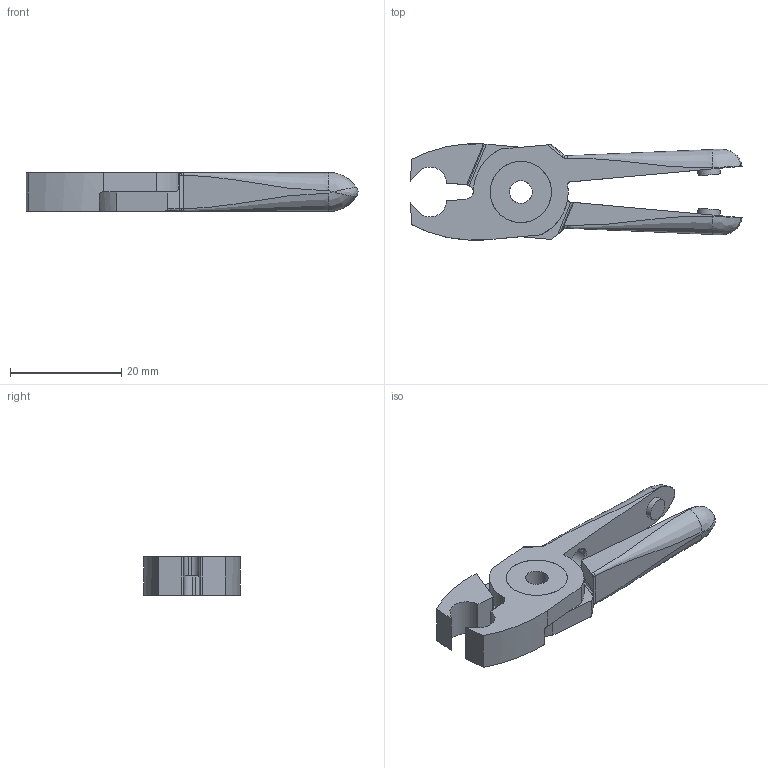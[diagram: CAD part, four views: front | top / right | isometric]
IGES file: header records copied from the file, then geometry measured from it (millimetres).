
Start section: SolidWorks IGES file using NURBS representation for surfaces
Global section: file name: N3AE.IGS; native system: SolidWorks 2018; preprocessor: SolidWorks 2018; author: k_ino; date: 190108.174337; units: millimetre
Bounding box: 59.66 x 17.28 x 7 mm (x, y, z)
Volume: 3946.2 mm3; surface area: 3786.3 mm2
Topology: 3 solids, 3 shells, 122 faces, 311 edges, 193 vertices
Faces by surface type: bspline 122
